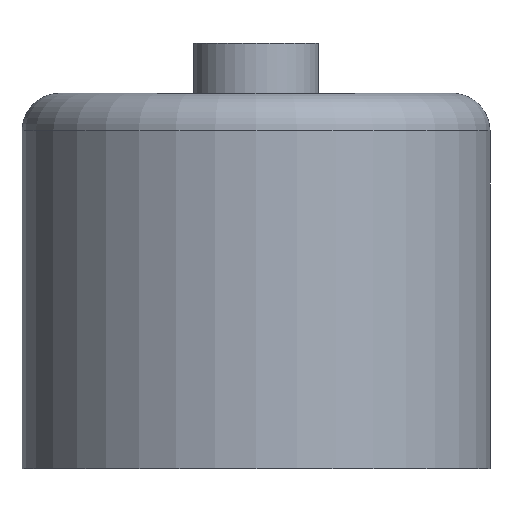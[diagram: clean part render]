
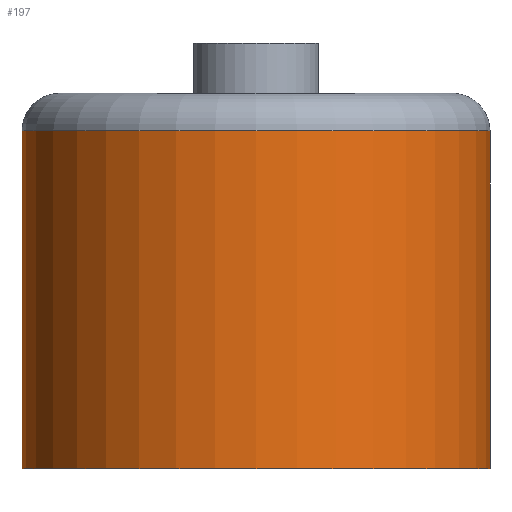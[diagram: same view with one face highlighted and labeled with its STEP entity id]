
A CAD part, front view. The second image highlights one B-rep face of the part: STEP entity #197.
In plain terms, the highlighted cylindrical face has radius 9.35 mm (diameter 18.7 mm), a full revolution.
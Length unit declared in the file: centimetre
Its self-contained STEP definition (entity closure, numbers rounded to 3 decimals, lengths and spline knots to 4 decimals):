
#109=CYLINDRICAL_SURFACE('',#213,0.935);
#116=VERTEX_POINT('',#267);
#118=VERTEX_POINT('',#272);
#125=CIRCLE('',#211,0.935);
#127=CIRCLE('',#214,0.935);
#134=EDGE_CURVE('',#116,#116,#125,.T.);
#136=EDGE_CURVE('',#118,#118,#127,.T.);
#147=ORIENTED_EDGE('',*,*,#136,.T.);
#148=ORIENTED_EDGE('',*,*,#134,.F.);
#165=EDGE_LOOP('',(#147));
#166=EDGE_LOOP('',(#148));
#183=FACE_BOUND('',#165,.T.);
#184=FACE_BOUND('',#166,.T.);
#197=ADVANCED_FACE('',(#183,#184),#109,.T.);
#211=AXIS2_PLACEMENT_3D('',#266,#236,#237);
#213=AXIS2_PLACEMENT_3D('',#270,#240,#241);
#214=AXIS2_PLACEMENT_3D('',#271,#242,#243);
#236=DIRECTION('',(0.,0.,1.));
#237=DIRECTION('',(-0.935,0.,0.));
#240=DIRECTION('',(0.,0.,1.));
#241=DIRECTION('',(0.935,0.,0.));
#242=DIRECTION('',(0.,0.,1.));
#243=DIRECTION('',(0.935,0.,0.));
#266=CARTESIAN_POINT('',(0.,0.,1.35));
#267=CARTESIAN_POINT('',(0.935,0.,1.35));
#270=CARTESIAN_POINT('',(0.,0.,0.75));
#271=CARTESIAN_POINT('',(0.,0.,0.));
#272=CARTESIAN_POINT('',(0.935,0.,0.));
